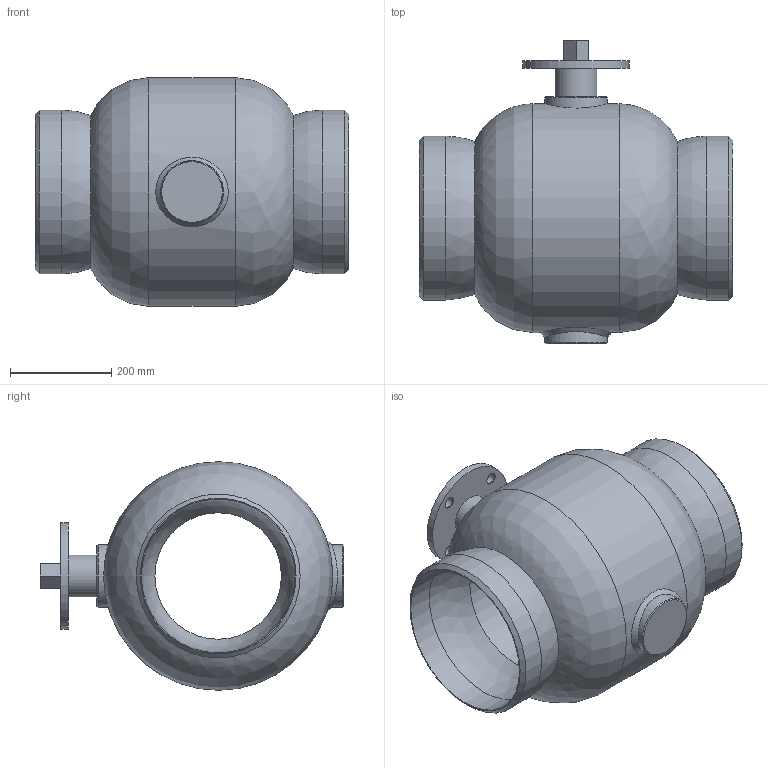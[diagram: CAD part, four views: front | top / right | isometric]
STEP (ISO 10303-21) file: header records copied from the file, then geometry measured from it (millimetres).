
FILE_DESCRIPTION((''),'2;1');
FILE_NAME('AT3590-300.stp','2016-02-09T10:05:30',('Przemo'),(''),'Autodesk Inventor 2012','Autodesk Inventor 2012','');
FILE_SCHEMA(('AUTOMOTIVE_DESIGN { 1 0 10303 214 1 1 1 1 }'));
Length unit declared in the file: millimetre
Products named in the file (1): AT3590-300
Bounding box: 620 x 600.5 x 452 mm (x, y, z)
Volume: 41400623.4 mm3; surface area: 1478253.1 mm2
Topology: 1 solids, 1 shells, 40 faces, 88 edges, 54 vertices
Faces by surface type: cylinder 14, plane 11, cone 8, sphere 4, bspline 3
Full cylindrical faces by diameter (mm): 21 x4, 82.5 x1, 124 x2, 210 x1, 250 x1, 303.9 x2, 323.9 x2, 452 x1
Entity records: 1206 total; most frequent: CARTESIAN_POINT 431, DIRECTION 160, ORIENTED_EDGE 104, EDGE_LOOP 83, AXIS2_PLACEMENT_3D 74, EDGE_CURVE 52, VERTEX_POINT 47, FACE_BOUND 43
